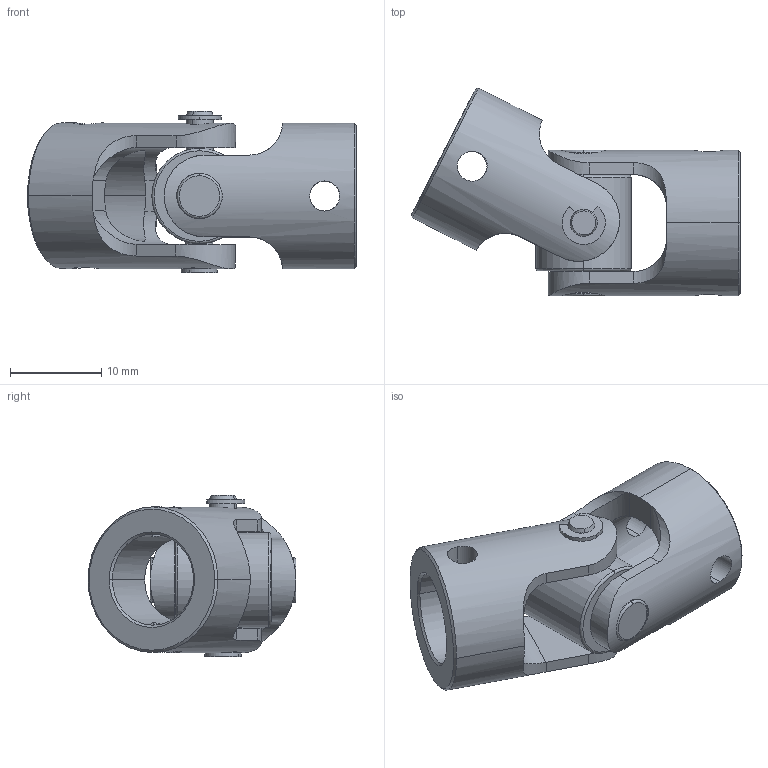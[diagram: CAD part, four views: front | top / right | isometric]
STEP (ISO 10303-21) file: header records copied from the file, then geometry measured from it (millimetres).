
FILE_DESCRIPTION (( 'STEP AP214' ), '1' );
FILE_NAME ('UniversalJoint_10x10mm.STEP', '2022-06-18T07:02:58', ( '' ), ( '' ), 'SwSTEP 2.0', 'SolidWorks 2021', '' );
FILE_SCHEMA (( 'AUTOMOTIVE_DESIGN' ));
Length unit declared in the file: millimetre
Products named in the file (7): Center; Tab; UniversalJoint_10x10mm; PinA; PinB; ForkA; ForkB
Assembly tree (6 placements, depth 2):
  UniversalJoint_10x10mm
    ForkA
    Center
    PinA
    ForkB
    PinB
    Tab
Bounding box: 36.14 x 22.84 x 17.71 mm (x, y, z)
Volume: 3889.3 mm3; surface area: 4072.7 mm2
Topology: 6 solids, 6 shells, 132 faces, 347 edges, 222 vertices
Faces by surface type: cylinder 77, plane 35, cone 12, torus 8
Entity records: 5795 total; most frequent: CARTESIAN_POINT 2280, ORIENTED_EDGE 694, DIRECTION 661, EDGE_CURVE 347, AXIS2_PLACEMENT_3D 261, VERTEX_POINT 222, EDGE_LOOP 155, VECTOR 139
